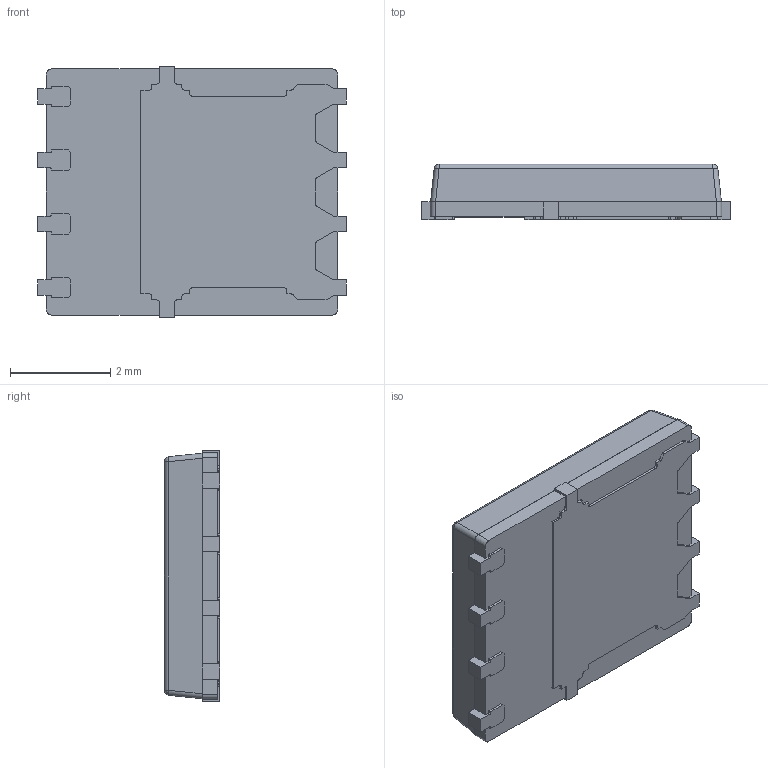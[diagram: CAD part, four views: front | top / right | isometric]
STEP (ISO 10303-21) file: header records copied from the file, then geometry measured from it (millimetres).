
FILE_DESCRIPTION (( 'STEP AP214' ), '1' );
FILE_NAME ('FDMS6681Z.STEP', '2024-10-24T08:42:40', ( '' ), ( '' ), 'SwSTEP 2.0', 'SolidWorks 2023', '' );
FILE_SCHEMA (( 'AUTOMOTIVE_DESIGN' ));
Length unit declared in the file: millimetre
Products named in the file (1): FDMS6681Z
Bounding box: 6.15 x 1.1 x 5 mm (x, y, z)
Volume: 30 mm3; surface area: 125.7 mm2
Topology: 7 solids, 7 shells, 307 faces, 844 edges, 552 vertices
Faces by surface type: plane 231, cylinder 72, bspline 4
Entity records: 13140 total; most frequent: CARTESIAN_POINT 1776, ORIENTED_EDGE 1688, DIRECTION 1588, EDGE_CURVE 844, VECTOR 700, LINE 700, VERTEX_POINT 552, AXIS2_PLACEMENT_3D 444
